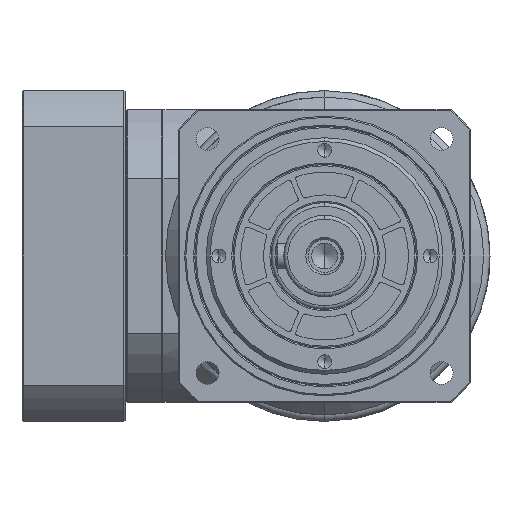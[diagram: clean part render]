
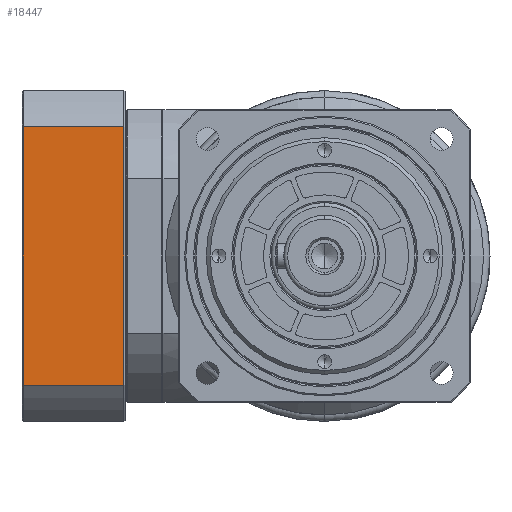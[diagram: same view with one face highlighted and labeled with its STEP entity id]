
A CAD part, left-side view. The second image highlights one B-rep face of the part: STEP entity #18447.
In plain terms, the highlighted face is planar.
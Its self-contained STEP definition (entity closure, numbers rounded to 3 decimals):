
#16954=DIRECTION('',(1.,0.,0.));
#16955=VECTOR('',#16954,39.5);
#16956=CARTESIAN_POINT('',(0.5,50.806,65.));
#16957=LINE('',#16956,#16955);
#17049=DIRECTION('',(0.,-1.,0.));
#17050=VECTOR('',#17049,101.612);
#17051=CARTESIAN_POINT('',(40.,50.806,65.));
#17052=LINE('',#17051,#17050);
#17072=DIRECTION('',(-1.,0.,0.));
#17073=VECTOR('',#17072,39.5);
#17074=CARTESIAN_POINT('',(40.,-50.806,65.));
#17075=LINE('',#17074,#17073);
#17080=DIRECTION('',(0.,-1.,0.));
#17081=VECTOR('',#17080,101.612);
#17082=CARTESIAN_POINT('',(0.5,50.806,65.));
#17083=LINE('',#17082,#17081);
#17504=CARTESIAN_POINT('',(0.5,50.806,65.));
#17505=CARTESIAN_POINT('',(0.5,-50.806,65.));
#17506=VERTEX_POINT('',#17504);
#17507=VERTEX_POINT('',#17505);
#17619=CARTESIAN_POINT('',(40.,-50.806,65.));
#17620=VERTEX_POINT('',#17619);
#17676=CARTESIAN_POINT('',(40.,50.806,65.));
#17677=VERTEX_POINT('',#17676);
#18435=CARTESIAN_POINT('',(0.,-65.,65.));
#18436=DIRECTION('',(0.,0.,1.));
#18437=DIRECTION('',(1.,0.,0.));
#18438=AXIS2_PLACEMENT_3D('',#18435,#18436,#18437);
#18439=PLANE('',#18438);
#18440=ORIENTED_EDGE('',*,*,#18426,.T.);
#18442=ORIENTED_EDGE('',*,*,#18441,.F.);
#18443=ORIENTED_EDGE('',*,*,#18262,.T.);
#18444=ORIENTED_EDGE('',*,*,#18401,.T.);
#18445=EDGE_LOOP('',(#18440,#18442,#18443,#18444));
#18446=FACE_OUTER_BOUND('',#18445,.F.);
#18447=ADVANCED_FACE('',(#18446),#18439,.T.);
#18262=EDGE_CURVE('',#17506,#17677,#16957,.T.);
#18401=EDGE_CURVE('',#17677,#17620,#17052,.T.);
#18426=EDGE_CURVE('',#17620,#17507,#17075,.T.);
#18441=EDGE_CURVE('',#17506,#17507,#17083,.T.);
